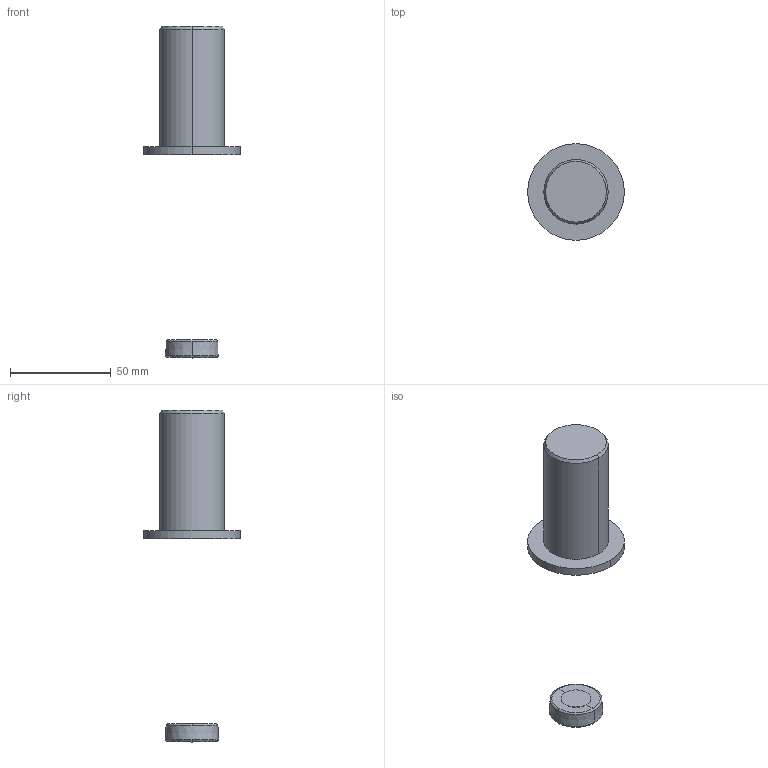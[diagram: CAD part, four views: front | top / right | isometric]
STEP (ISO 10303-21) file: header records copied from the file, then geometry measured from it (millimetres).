
FILE_DESCRIPTION(('no description'),'unknown implementation level');
FILE_NAME('solidbimqn9dJCJlyE2rcpXf2w79OGwU_1.STP',' ',('CIM GmbH Aachen'),('CADClick - KiM GmbH - www.kimweb.de'),'unknown preprocess','ACIS','unknown authorization');
FILE_SCHEMA(('automotive_design'));
Length unit declared in the file: millimetre
Products named in the file (2): 1; 2
Bounding box: 48 x 48 x 165 mm (x, y, z)
Volume: 60061 mm3; surface area: 11931.7 mm2
Topology: 2 solids, 2 shells, 43 faces, 106 edges, 68 vertices
Faces by surface type: cone 12, cylinder 12, plane 9, torus 8, sphere 2
Entity records: 2823 total; most frequent: CARTESIAN_POINT 503, DIRECTION 247, STYLED_ITEM 219, PRESENTATION_STYLE_ASSIGNMENT 219, COLOUR_RGB 219, ORIENTED_EDGE 212, AXIS2_PLACEMENT_3D 107, EDGE_CURVE 106
